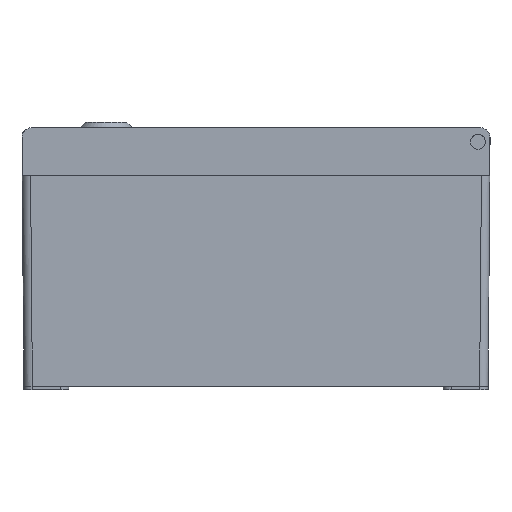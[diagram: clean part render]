
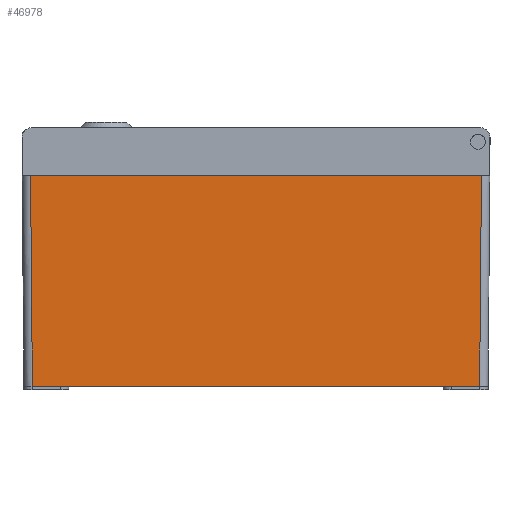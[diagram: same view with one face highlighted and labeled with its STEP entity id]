
A CAD part, front view. The second image highlights one B-rep face of the part: STEP entity #46978.
In plain terms, the highlighted face is planar.
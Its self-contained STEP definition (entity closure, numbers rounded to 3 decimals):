
#263 = VECTOR ( 'NONE', #6748, 1000. ) ;
#267 = LINE ( 'NONE', #6749, #263 ) ;
#529 = LINE ( 'NONE', #53138, #530 ) ;
#530 = VECTOR ( 'NONE', #53135, 1000. ) ;
#6748 = DIRECTION ( 'NONE',  ( 0., 0., 1. ) ) ;
#6749 = CARTESIAN_POINT ( 'NONE',  ( 0., -136.518, -250. ) ) ;
#7342 = DIRECTION ( 'NONE',  ( 0., 0., 1. ) ) ;
#7344 = CARTESIAN_POINT ( 'NONE',  ( -112.5, -137.5, -250. ) ) ;
#7474 = DIRECTION ( 'NONE',  ( 0., 0., 1. ) ) ;
#7475 = CARTESIAN_POINT ( 'NONE',  ( 0., -136.518, -286.994 ) ) ;
#7817 = DIRECTION ( 'NONE',  ( -1., -0.009, 0.009 ) ) ;
#7818 = CARTESIAN_POINT ( 'NONE',  ( -112.539, -137.5, 120.435 ) ) ;
#7968 = DIRECTION ( 'NONE',  ( 0., 0., 1. ) ) ;
#7970 = CARTESIAN_POINT ( 'NONE',  ( 0., -136.518, -250. ) ) ;
#9830 = AXIS2_PLACEMENT_3D ( 'NONE', #26651, #26812, #26813 ) ;
#19928 = EDGE_LOOP ( 'NONE', ( #48352, #48727, #48762, #35598, #48293, #48751 ) ) ;
#22322 = CARTESIAN_POINT ( 'NONE',  ( 0., -136.518, -119.453 ) ) ;
#22461 = CARTESIAN_POINT ( 'NONE',  ( -112.5, -137.5, -120.435 ) ) ;
#22646 = CARTESIAN_POINT ( 'NONE',  ( 0., -136.518, -104.453 ) ) ;
#22665 = CARTESIAN_POINT ( 'NONE',  ( 0., -136.518, 119.453 ) ) ;
#26651 = CARTESIAN_POINT ( 'NONE',  ( -112.5, -137.5, -250. ) ) ;
#26812 = DIRECTION ( 'NONE',  ( 0.009, -1., 0. ) ) ;
#26813 = DIRECTION ( 'NONE',  ( 1., 0.009, 0. ) ) ;
#27868 = PLANE ( 'NONE',  #9830 ) ;
#29270 = VECTOR ( 'NONE', #7968, 1000. ) ;
#29303 = LINE ( 'NONE', #7970, #29270 ) ;
#29403 = LINE ( 'NONE', #7818, #29422 ) ;
#29422 = VECTOR ( 'NONE', #7817, 1000. ) ;
#29678 = LINE ( 'NONE', #7475, #29680 ) ;
#29680 = VECTOR ( 'NONE', #7474, 1000. ) ;
#29821 = LINE ( 'NONE', #7344, #29823 ) ;
#29823 = VECTOR ( 'NONE', #7342, 1000. ) ;
#35598 = ORIENTED_EDGE ( 'NONE', *, *, #36954, .T. ) ;
#36954 = EDGE_CURVE ( 'NONE', #44771, #45382, #29303, .T. ) ;
#37041 = EDGE_CURVE ( 'NONE', #45417, #44631, #29403, .T. ) ;
#37224 = EDGE_CURVE ( 'NONE', #44381, #45417, #29678, .T. ) ;
#37335 = EDGE_CURVE ( 'NONE', #45023, #44631, #29821, .T. ) ;
#37810 = EDGE_CURVE ( 'NONE', #45382, #44381, #267, .T. ) ;
#38118 = EDGE_CURVE ( 'NONE', #45023, #44771, #529, .T. ) ;
#42527 = CARTESIAN_POINT ( 'NONE',  ( -112.5, -137.5, 120.435 ) ) ;
#42710 = CARTESIAN_POINT ( 'NONE',  ( 0., -136.518, 104.453 ) ) ;
#44381 = VERTEX_POINT ( 'NONE', #42710 ) ;
#44631 = VERTEX_POINT ( 'NONE', #42527 ) ;
#44771 = VERTEX_POINT ( 'NONE', #22322 ) ;
#45023 = VERTEX_POINT ( 'NONE', #22461 ) ;
#45264 = FACE_OUTER_BOUND ( 'NONE', #19928, .T. ) ;
#45382 = VERTEX_POINT ( 'NONE', #22646 ) ;
#45417 = VERTEX_POINT ( 'NONE', #22665 ) ;
#46978 = ADVANCED_FACE ( 'NONE', ( #45264 ), #27868, .T. ) ;
#48293 = ORIENTED_EDGE ( 'NONE', *, *, #37810, .T. ) ;
#48352 = ORIENTED_EDGE ( 'NONE', *, *, #37041, .T. ) ;
#48727 = ORIENTED_EDGE ( 'NONE', *, *, #37335, .F. ) ;
#48751 = ORIENTED_EDGE ( 'NONE', *, *, #37224, .T. ) ;
#48762 = ORIENTED_EDGE ( 'NONE', *, *, #38118, .T. ) ;
#53135 = DIRECTION ( 'NONE',  ( 1., 0.009, 0.009 ) ) ;
#53138 = CARTESIAN_POINT ( 'NONE',  ( -0.039, -136.519, -119.453 ) ) ;
